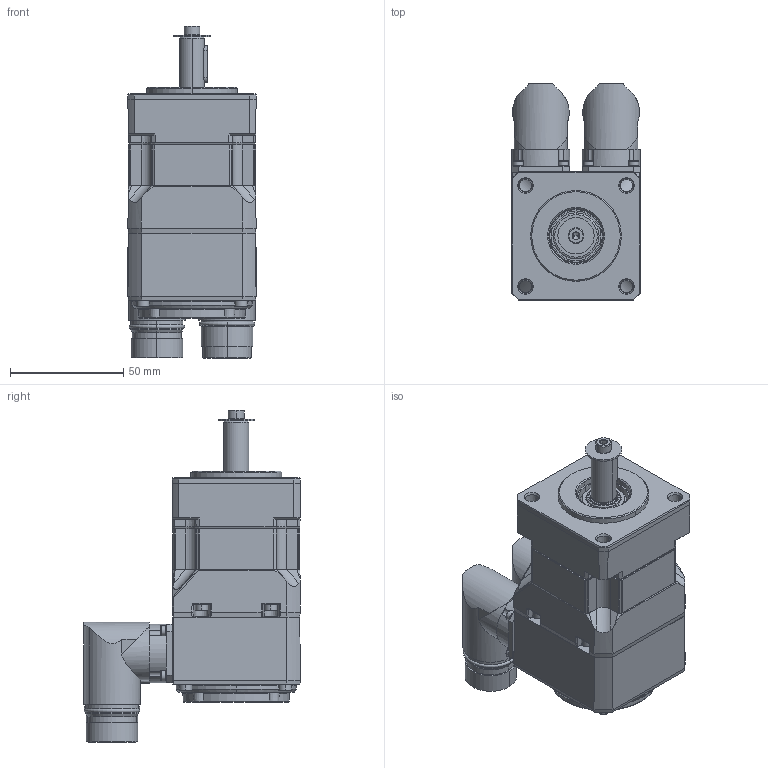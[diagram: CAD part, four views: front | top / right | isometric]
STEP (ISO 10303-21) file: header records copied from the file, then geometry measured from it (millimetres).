
FILE_DESCRIPTION((''),'2;1');
FILE_NAME('NX205EAR7011_SW0003','2005-07-19T',('stagiaire'),(''),'PRO/ENGINEER BY PARAMETRIC TECHNOLOGY CORPORATION, 2005110','PRO/ENGINEER BY PARAMETRIC TECHNOLOGY CORPORATION, 2005110','');
FILE_SCHEMA(('CONFIG_CONTROL_DESIGN'));
Length unit declared in the file: millimetre
Products named in the file (1): NX205EAR7011_SW0003
Bounding box: 56.7 x 95.5 x 146.35 mm (x, y, z)
Volume: 329924.8 mm3; surface area: 61341.3 mm2
Topology: 1 solids, 1 shells, 1565 faces, 3857 edges, 2357 vertices
Faces by surface type: plane 740, cylinder 379, cone 324, torus 66, bspline 56
Entity records: 53767 total; most frequent: CARTESIAN_POINT 17516, ORIENTED_EDGE 7646, DIRECTION 7325, EDGE_CURVE 3823, AXIS2_PLACEMENT_3D 2656, VERTEX_POINT 2357, VECTOR 2013, LINE 2013
